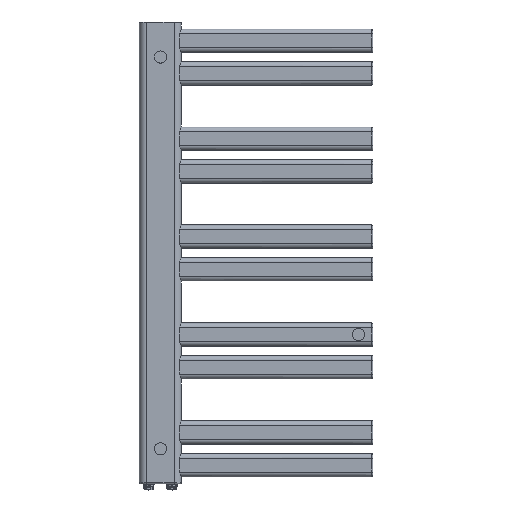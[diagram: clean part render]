
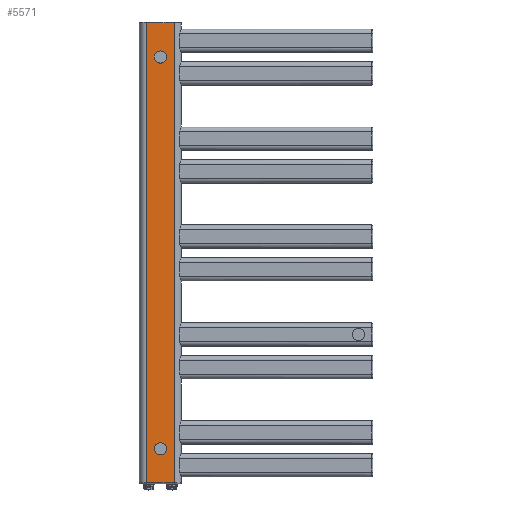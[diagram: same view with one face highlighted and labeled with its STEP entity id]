
A CAD part, top view. The second image highlights one B-rep face of the part: STEP entity #5571.
In plain terms, the highlighted planar face has unit normal (0, 0, 1).
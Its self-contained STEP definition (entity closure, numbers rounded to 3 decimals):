
#2639=DIRECTION('',(0.,1.,0.));
#2640=VECTOR('',#2639,986.4);
#2641=CARTESIAN_POINT('',(75.,2.,15.));
#2642=LINE('',#2641,#2640);
#3161=DIRECTION('',(1.,0.,0.));
#3162=VECTOR('',#3161,60.);
#3163=CARTESIAN_POINT('',(15.,988.4,15.));
#3164=LINE('',#3163,#3162);
#3168=DIRECTION('',(-1.,0.,0.));
#3169=VECTOR('',#3168,60.);
#3170=CARTESIAN_POINT('',(75.,2.,15.));
#3171=LINE('',#3170,#3169);
#3175=DIRECTION('',(0.,1.,0.));
#3176=VECTOR('',#3175,986.4);
#3177=CARTESIAN_POINT('',(15.,2.,15.));
#3178=LINE('',#3177,#3176);
#3182=CARTESIAN_POINT('',(45.,915.2,15.));
#3183=DIRECTION('',(0.,0.,1.));
#3184=DIRECTION('',(1.,0.,0.));
#3185=AXIS2_PLACEMENT_3D('',#3182,#3183,#3184);
#3190=CARTESIAN_POINT('',(45.,915.2,15.));
#3191=DIRECTION('',(0.,0.,1.));
#3192=DIRECTION('',(-1.,0.,0.));
#3193=AXIS2_PLACEMENT_3D('',#3190,#3191,#3192);
#3198=CARTESIAN_POINT('',(45.,75.2,15.));
#3199=DIRECTION('',(0.,0.,1.));
#3200=DIRECTION('',(1.,0.,0.));
#3201=AXIS2_PLACEMENT_3D('',#3198,#3199,#3200);
#3206=CARTESIAN_POINT('',(45.,75.2,15.));
#3207=DIRECTION('',(0.,0.,1.));
#3208=DIRECTION('',(-1.,0.,0.));
#3209=AXIS2_PLACEMENT_3D('',#3206,#3207,#3208);
#4716=CARTESIAN_POINT('',(15.,988.4,15.));
#4717=VERTEX_POINT('',#4716);
#4720=CARTESIAN_POINT('',(75.,988.4,15.));
#4721=VERTEX_POINT('',#4720);
#4726=CARTESIAN_POINT('',(75.,2.,15.));
#4727=CARTESIAN_POINT('',(15.,2.,15.));
#4728=VERTEX_POINT('',#4726);
#4729=VERTEX_POINT('',#4727);
#4770=CARTESIAN_POINT('',(54.75,915.2,15.));
#4771=CARTESIAN_POINT('',(35.25,915.2,15.));
#4772=VERTEX_POINT('',#4770);
#4773=VERTEX_POINT('',#4771);
#4774=CARTESIAN_POINT('',(54.75,75.2,15.));
#4775=CARTESIAN_POINT('',(35.25,75.2,15.));
#4776=VERTEX_POINT('',#4774);
#4777=VERTEX_POINT('',#4775);
#5548=CARTESIAN_POINT('',(15.,0.,15.));
#5549=DIRECTION('',(0.,0.,1.));
#5550=DIRECTION('',(1.,0.,0.));
#5551=AXIS2_PLACEMENT_3D('',#5548,#5549,#5550);
#5552=PLANE('',#5551);
#5554=ORIENTED_EDGE('',*,*,#5553,.T.);
#5555=ORIENTED_EDGE('',*,*,#4924,.F.);
#5556=ORIENTED_EDGE('',*,*,#4866,.T.);
#5558=ORIENTED_EDGE('',*,*,#5557,.T.);
#5559=EDGE_LOOP('',(#5554,#5555,#5556,#5558));
#5560=FACE_OUTER_BOUND('',#5559,.F.);
#5561=ORIENTED_EDGE('',*,*,#5528,.T.);
#5562=ORIENTED_EDGE('',*,*,#5542,.T.);
#5563=EDGE_LOOP('',(#5561,#5562));
#5564=FACE_BOUND('',#5563,.F.);
#5566=ORIENTED_EDGE('',*,*,#5565,.T.);
#5568=ORIENTED_EDGE('',*,*,#5567,.T.);
#5569=EDGE_LOOP('',(#5566,#5568));
#5570=FACE_BOUND('',#5569,.F.);
#3186=CIRCLE('',#3185,9.75);
#3194=CIRCLE('',#3193,9.75);
#3202=CIRCLE('',#3201,9.75);
#3210=CIRCLE('',#3209,9.75);
#4866=EDGE_CURVE('',#4728,#4729,#3171,.T.);
#4924=EDGE_CURVE('',#4728,#4721,#2642,.T.);
#5528=EDGE_CURVE('',#4772,#4773,#3186,.T.);
#5542=EDGE_CURVE('',#4773,#4772,#3194,.T.);
#5553=EDGE_CURVE('',#4717,#4721,#3164,.T.);
#5557=EDGE_CURVE('',#4729,#4717,#3178,.T.);
#5565=EDGE_CURVE('',#4776,#4777,#3202,.T.);
#5567=EDGE_CURVE('',#4777,#4776,#3210,.T.);
#5571=ADVANCED_FACE('',(#5560,#5564,#5570),#5552,.T.);
